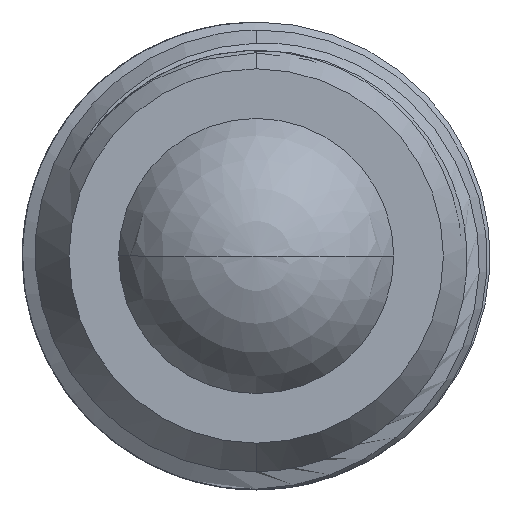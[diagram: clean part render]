
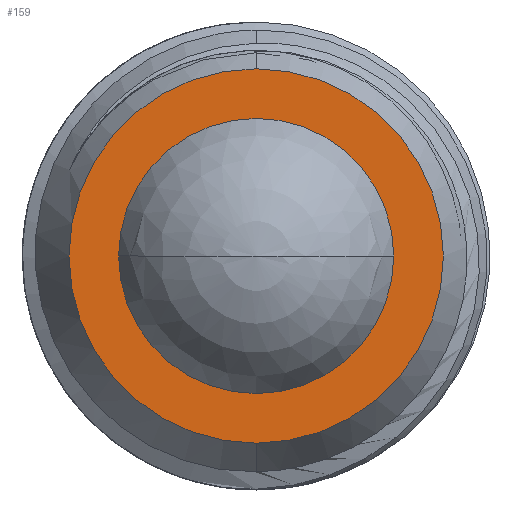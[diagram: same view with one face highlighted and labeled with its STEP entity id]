
A CAD part, left-side view. The second image highlights one B-rep face of the part: STEP entity #159.
In plain terms, the highlighted planar face has unit normal (-1, 0, 0).
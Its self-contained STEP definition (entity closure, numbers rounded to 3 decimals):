
#159=ADVANCED_FACE('',(#338,#339),#340,.F.);
#338=FACE_BOUND('',#3782,.T.);
#339=FACE_OUTER_BOUND('',#3783,.T.);
#340=PLANE('',#3784);
#3782=EDGE_LOOP('',(#5387,#5388,#5389));
#3783=EDGE_LOOP('',(#5390,#5391));
#3784=AXIS2_PLACEMENT_3D('',#5392,#5393,#5394);
#5387=ORIENTED_EDGE('',*,*,#5771,.F.);
#5388=ORIENTED_EDGE('',*,*,#5772,.F.);
#5389=ORIENTED_EDGE('',*,*,#5753,.F.);
#5390=ORIENTED_EDGE('',*,*,#5739,.T.);
#5391=ORIENTED_EDGE('',*,*,#5738,.T.);
#5392=CARTESIAN_POINT('',(0.988,2.0,0.0));
#5393=DIRECTION('',(1.0,0.0,0.0));
#5394=DIRECTION('',(0.0,0.0,-1.0));
#5738=EDGE_CURVE('',#6148,#6152,#6154,.T.);
#5739=EDGE_CURVE('',#6152,#6148,#6155,.T.);
#5753=EDGE_CURVE('',#6177,#6180,#6181,.T.);
#5771=EDGE_CURVE('',#6207,#6177,#6208,.T.);
#5772=EDGE_CURVE('',#6180,#6207,#6209,.T.);
#6148=VERTEX_POINT('',#70894);
#6152=VERTEX_POINT('',#70964);
#6154=CIRCLE('',#70967,2.0);
#6155=CIRCLE('',#70968,2.0);
#6177=VERTEX_POINT('',#71264);
#6180=VERTEX_POINT('',#71267);
#6181=CIRCLE('',#71268,1.47);
#6207=VERTEX_POINT('',#72733);
#6208=CIRCLE('',#72734,1.47);
#6209=CIRCLE('',#72735,1.47);
#70894=CARTESIAN_POINT('',(0.988,0.,-2.0));
#70964=CARTESIAN_POINT('',(0.988,0.0,2.0));
#70967=AXIS2_PLACEMENT_3D('',#73264,#73265,#73266);
#70968=AXIS2_PLACEMENT_3D('',#73267,#73268,#73269);
#71264=CARTESIAN_POINT('',(0.988,1.47,0.));
#71267=CARTESIAN_POINT('',(0.988,-1.47,0.));
#71268=AXIS2_PLACEMENT_3D('',#73283,#73284,#73285);
#72733=CARTESIAN_POINT('',(0.988,0.0,1.47));
#72734=AXIS2_PLACEMENT_3D('',#73308,#73309,#73310);
#72735=AXIS2_PLACEMENT_3D('',#73311,#73312,#73313);
#73264=CARTESIAN_POINT('',(0.988,0.0,0.0));
#73265=DIRECTION('',(-1.0,0.0,0.0));
#73266=DIRECTION('',(0.0,0.0,1.0));
#73267=CARTESIAN_POINT('',(0.988,0.0,0.0));
#73268=DIRECTION('',(-1.0,0.0,0.0));
#73269=DIRECTION('',(0.0,0.0,1.0));
#73283=CARTESIAN_POINT('',(0.988,0.0,0.0));
#73284=DIRECTION('',(-1.0,0.0,0.0));
#73285=DIRECTION('',(0.0,0.0,1.0));
#73308=CARTESIAN_POINT('',(0.988,0.0,0.0));
#73309=DIRECTION('',(-1.0,0.0,0.0));
#73310=DIRECTION('',(0.0,0.0,1.0));
#73311=CARTESIAN_POINT('',(0.988,0.0,0.0));
#73312=DIRECTION('',(-1.0,0.0,0.0));
#73313=DIRECTION('',(0.0,0.0,1.0));
